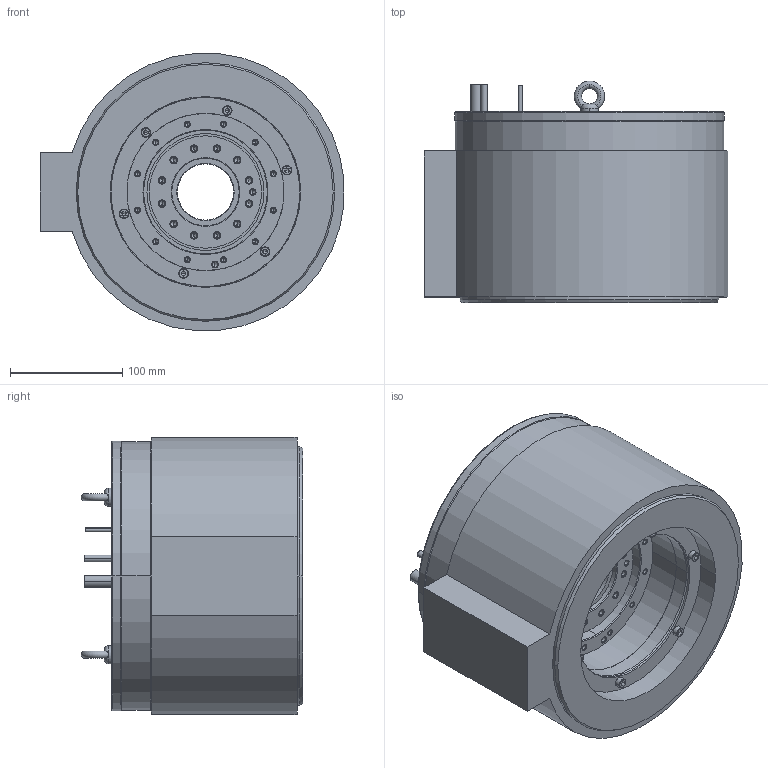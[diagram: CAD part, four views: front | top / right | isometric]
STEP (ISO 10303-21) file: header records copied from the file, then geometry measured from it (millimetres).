
FILE_DESCRIPTION((''),'2;1');
FILE_NAME('1311448-04_ASM','2020-02-21T11:40:11',('ch5084'),(''),'CREO PARAMETRIC BY PTC INC, 2019164','CREO PARAMETRIC BY PTC INC, 2019164','');
FILE_SCHEMA(('AUTOMOTIVE_DESIGN { 1 0 10303 214 1 1 1 1 }'));
Length unit declared in the file: millimetre
Products named in the file (16): 1314091-01-K01; 1314095-01-K01; 1314382-04_ASM; 1314354-04; 1314374-04; 1314097-01-K01; 200507-15-K01; 1314098-01-K01; 1314099-01-K01; 579060-06-Z01; 1278882-01-A01; 1314643-01-K01; 1314644-01-K01; 737739-02-Z01; 200507-99-K01; 1311448-04_ASM
Assembly tree (24 placements, depth 2):
  1311448-04_ASM
    1314091-01-K01
    1314095-01-K01
    1314382-04_ASM
    1314354-04
    1314374-04
    1314097-01-K01
    200507-15-K01  x6
    1314098-01-K01
    1314099-01-K01
    579060-06-Z01  x2
    1278882-01-A01
    1314643-01-K01
    1314644-01-K01
    737739-02-Z01
    200507-99-K01  x4
Bounding box: 270.29 x 197 x 246.65 mm (x, y, z)
Volume: 6612059.5 mm3; surface area: 651559.8 mm2
Topology: 23 solids, 23 shells, 780 faces, 1788 edges, 1058 vertices
Faces by surface type: cylinder 307, plane 273, cone 164, torus 32, bspline 4
Entity records: 18863 total; most frequent: CARTESIAN_POINT 3276, DIRECTION 3016, ORIENTED_EDGE 2454, EDGE_CURVE 1227, AXIS2_PLACEMENT_3D 1220, VERTEX_POINT 783, EDGE_LOOP 694, CIRCLE 619
